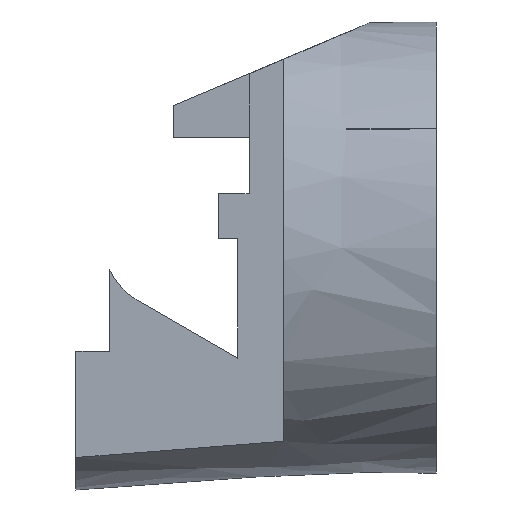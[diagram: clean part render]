
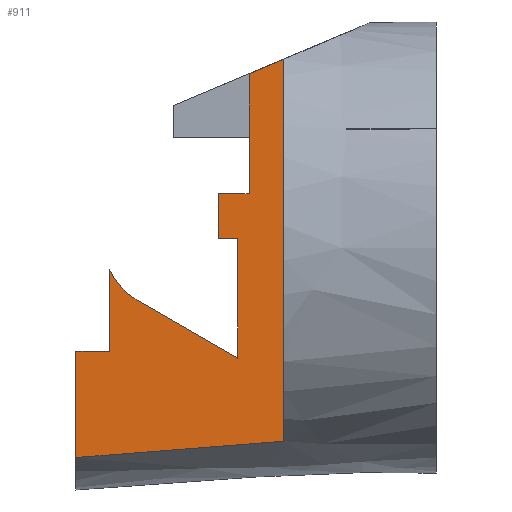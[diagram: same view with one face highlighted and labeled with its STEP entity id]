
A CAD part, left-side view. The second image highlights one B-rep face of the part: STEP entity #911.
In plain terms, the highlighted planar face has unit normal (-1, 0, 0).
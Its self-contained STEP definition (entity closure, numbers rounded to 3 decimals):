
#25 = VERTEX_POINT ( 'NONE', #204 ) ;
#36 = DIRECTION ( 'NONE',  ( 0., 0., 1. ) ) ;
#105 = ORIENTED_EDGE ( 'NONE', *, *, #312, .F. ) ;
#128 = LINE ( 'NONE', #1118, #1527 ) ;
#132 = CARTESIAN_POINT ( 'NONE',  ( -4.5, 9.425, 2.335 ) ) ;
#168 = ORIENTED_EDGE ( 'NONE', *, *, #1416, .T. ) ;
#182 = LINE ( 'NONE', #2205, #561 ) ;
#204 = CARTESIAN_POINT ( 'NONE',  ( -4.5, 15.6, -4.495 ) ) ;
#205 = CARTESIAN_POINT ( 'NONE',  ( -4.5, 6.6, 8.161 ) ) ;
#226 = CARTESIAN_POINT ( 'NONE',  ( -4.5, 8.6, 2.335 ) ) ;
#230 = CARTESIAN_POINT ( 'NONE',  ( -4.5, 14.15, -4.495 ) ) ;
#278 = CARTESIAN_POINT ( 'NONE',  ( -4.5, 11.5, 0.235 ) ) ;
#282 = LINE ( 'NONE', #1595, #788 ) ;
#289 = DIRECTION ( 'NONE',  ( 1., 0., 0. ) ) ;
#294 = CARTESIAN_POINT ( 'NONE',  ( -4.5, 15.6, -4.495 ) ) ;
#297 = DIRECTION ( 'NONE',  ( 0., 1., 0. ) ) ;
#304 = ORIENTED_EDGE ( 'NONE', *, *, #2131, .T. ) ;
#312 = EDGE_CURVE ( 'NONE', #25, #1392, #1169, .T. ) ;
#386 = LINE ( 'NONE', #1361, #1300 ) ;
#399 = VECTOR ( 'NONE', #1891, 1000. ) ;
#461 = DIRECTION ( 'NONE',  ( 0., -1., 0. ) ) ;
#526 = DIRECTION ( 'NONE',  ( 0., -1., 0. ) ) ;
#560 = EDGE_CURVE ( 'NONE', #2215, #605, #1365, .T. ) ;
#561 = VECTOR ( 'NONE', #582, 1000. ) ;
#564 = CARTESIAN_POINT ( 'NONE',  ( -4.5, 8.1, 7.528 ) ) ;
#582 = DIRECTION ( 'NONE',  ( 0., 0., 1. ) ) ;
#598 = CARTESIAN_POINT ( 'NONE',  ( -4.5, 8.1, 2.335 ) ) ;
#605 = VERTEX_POINT ( 'NONE', #1972 ) ;
#706 = AXIS2_PLACEMENT_3D ( 'NONE', #1140, #1220, #1227 ) ;
#751 = CARTESIAN_POINT ( 'NONE',  ( -4.5, 9.605, -8.56 ) ) ;
#755 = CARTESIAN_POINT ( 'NONE',  ( -4.5, 12.602, -8.831 ) ) ;
#765 = CARTESIAN_POINT ( 'NONE',  ( -4.5, 15.6, -9.094 ) ) ;
#767 = LINE ( 'NONE', #1598, #1238 ) ;
#774 = CARTESIAN_POINT ( 'NONE',  ( -4.5, 6.6, -8.388 ) ) ;
#788 = VECTOR ( 'NONE', #1953, 1000. ) ;
#864 = EDGE_CURVE ( 'NONE', #1370, #1150, #1320, .T. ) ;
#911 = ADVANCED_FACE ( 'NONE', ( #2347 ), #1091, .F. ) ;
#947 = CARTESIAN_POINT ( 'NONE',  ( -4.5, 15.6, -9.094 ) ) ;
#962 = CARTESIAN_POINT ( 'NONE',  ( -4.5, 14.15, -0.943 ) ) ;
#978 = CARTESIAN_POINT ( 'NONE',  ( -4.5, 6.6, -8.388 ) ) ;
#981 = VERTEX_POINT ( 'NONE', #1275 ) ;
#1013 = CARTESIAN_POINT ( 'NONE',  ( -4.5, 12.95, -2.276 ) ) ;
#1059 = CARTESIAN_POINT ( 'NONE',  ( -4.5, 12.95, -2.276 ) ) ;
#1087 = ORIENTED_EDGE ( 'NONE', *, *, #2066, .F. ) ;
#1091 = PLANE ( 'NONE',  #706 ) ;
#1093 = EDGE_CURVE ( 'NONE', #2067, #2257, #2169, .T. ) ;
#1118 = CARTESIAN_POINT ( 'NONE',  ( -4.5, 6.6, -10.525 ) ) ;
#1140 = CARTESIAN_POINT ( 'NONE',  ( -4.5, 15.6, -10.525 ) ) ;
#1150 = VERTEX_POINT ( 'NONE', #978 ) ;
#1162 = VECTOR ( 'NONE', #2180, 1000. ) ;
#1168 = DIRECTION ( 'NONE',  ( 0., 0., 1. ) ) ;
#1169 = LINE ( 'NONE', #294, #1651 ) ;
#1171 = EDGE_CURVE ( 'NONE', #1150, #1382, #128, .T. ) ;
#1181 = AXIS2_PLACEMENT_3D ( 'NONE', #278, #289, #297 ) ;
#1183 = LINE ( 'NONE', #1059, #2081 ) ;
#1220 = DIRECTION ( 'NONE',  ( 1., 0., 0. ) ) ;
#1227 = DIRECTION ( 'NONE',  ( 0., 1., 0. ) ) ;
#1238 = VECTOR ( 'NONE', #1780, 1000. ) ;
#1240 = DIRECTION ( 'NONE',  ( 0., -0.866, -0.5 ) ) ;
#1241 = CIRCLE ( 'NONE', #1181, 2.9 ) ;
#1275 = CARTESIAN_POINT ( 'NONE',  ( -4.5, 8.6, -4.788 ) ) ;
#1300 = VECTOR ( 'NONE', #36, 1000. ) ;
#1320 = B_SPLINE_CURVE_WITH_KNOTS ( 'NONE', 3,
 ( #765, #755, #751, #774 ),
 .UNSPECIFIED., .F., .F.,
 ( 4, 4 ),
 ( 0., 0.009 ),
 .UNSPECIFIED. ) ;
#1345 = LINE ( 'NONE', #598, #2289 ) ;
#1350 = EDGE_CURVE ( 'NONE', #981, #605, #386, .T. ) ;
#1361 = CARTESIAN_POINT ( 'NONE',  ( -4.5, 8.6, 0.235 ) ) ;
#1365 = LINE ( 'NONE', #1801, #399 ) ;
#1370 = VERTEX_POINT ( 'NONE', #947 ) ;
#1375 = ORIENTED_EDGE ( 'NONE', *, *, #2337, .F. ) ;
#1382 = VERTEX_POINT ( 'NONE', #205 ) ;
#1392 = VERTEX_POINT ( 'NONE', #230 ) ;
#1416 = EDGE_CURVE ( 'NONE', #1883, #2356, #1241, .T. ) ;
#1507 = ORIENTED_EDGE ( 'NONE', *, *, #864, .T. ) ;
#1527 = VECTOR ( 'NONE', #1168, 1000. ) ;
#1579 = LINE ( 'NONE', #2025, #1162 ) ;
#1595 = CARTESIAN_POINT ( 'NONE',  ( -4.5, 20.933, 2.112 ) ) ;
#1598 = CARTESIAN_POINT ( 'NONE',  ( -4.5, 9.425, 2.335 ) ) ;
#1642 = ORIENTED_EDGE ( 'NONE', *, *, #560, .T. ) ;
#1651 = VECTOR ( 'NONE', #461, 1000. ) ;
#1702 = VECTOR ( 'NONE', #526, 1000. ) ;
#1780 = DIRECTION ( 'NONE',  ( 0., 0., -1. ) ) ;
#1799 = EDGE_CURVE ( 'NONE', #1370, #25, #1579, .T. ) ;
#1801 = CARTESIAN_POINT ( 'NONE',  ( -4.5, 8.6, 0.385 ) ) ;
#1824 = EDGE_CURVE ( 'NONE', #1392, #2356, #182, .T. ) ;
#1860 = DIRECTION ( 'NONE',  ( 0., 0., 1. ) ) ;
#1863 = VERTEX_POINT ( 'NONE', #564 ) ;
#1883 = VERTEX_POINT ( 'NONE', #1013 ) ;
#1891 = DIRECTION ( 'NONE',  ( 0., -1., 0. ) ) ;
#1940 = ORIENTED_EDGE ( 'NONE', *, *, #1093, .F. ) ;
#1953 = DIRECTION ( 'NONE',  ( 0., 0.921, -0.389 ) ) ;
#1972 = CARTESIAN_POINT ( 'NONE',  ( -4.5, 8.6, 0.385 ) ) ;
#1984 = ORIENTED_EDGE ( 'NONE', *, *, #1171, .T. ) ;
#2025 = CARTESIAN_POINT ( 'NONE',  ( -4.5, 15.6, -10.525 ) ) ;
#2048 = ORIENTED_EDGE ( 'NONE', *, *, #1350, .F. ) ;
#2056 = EDGE_CURVE ( 'NONE', #2067, #2215, #767, .T. ) ;
#2066 = EDGE_CURVE ( 'NONE', #1883, #981, #1183, .T. ) ;
#2067 = VERTEX_POINT ( 'NONE', #132 ) ;
#2081 = VECTOR ( 'NONE', #1240, 1000. ) ;
#2131 = EDGE_CURVE ( 'NONE', #1382, #1863, #282, .T. ) ;
#2147 = CARTESIAN_POINT ( 'NONE',  ( -4.5, 9.425, 0.385 ) ) ;
#2162 = CARTESIAN_POINT ( 'NONE',  ( -4.5, 8.1, 2.335 ) ) ;
#2165 = ORIENTED_EDGE ( 'NONE', *, *, #2056, .T. ) ;
#2169 = LINE ( 'NONE', #226, #1702 ) ;
#2180 = DIRECTION ( 'NONE',  ( 0., 0., 1. ) ) ;
#2202 = ORIENTED_EDGE ( 'NONE', *, *, #1799, .F. ) ;
#2205 = CARTESIAN_POINT ( 'NONE',  ( -4.5, 14.15, 0.235 ) ) ;
#2215 = VERTEX_POINT ( 'NONE', #2147 ) ;
#2235 = ORIENTED_EDGE ( 'NONE', *, *, #1824, .F. ) ;
#2257 = VERTEX_POINT ( 'NONE', #2162 ) ;
#2289 = VECTOR ( 'NONE', #1860, 1000. ) ;
#2337 = EDGE_CURVE ( 'NONE', #2257, #1863, #1345, .T. ) ;
#2347 = FACE_OUTER_BOUND ( 'NONE', #2351, .T. ) ;
#2351 = EDGE_LOOP ( 'NONE', ( #2048, #1087, #168, #2235, #105, #2202, #1507, #1984, #304, #1375, #1940, #2165, #1642 ) ) ;
#2356 = VERTEX_POINT ( 'NONE', #962 ) ;
